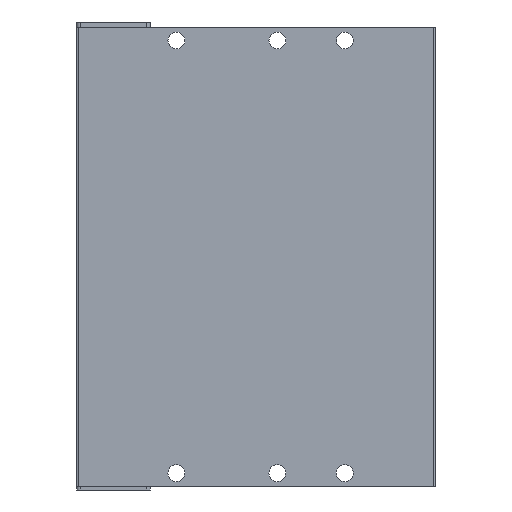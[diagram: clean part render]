
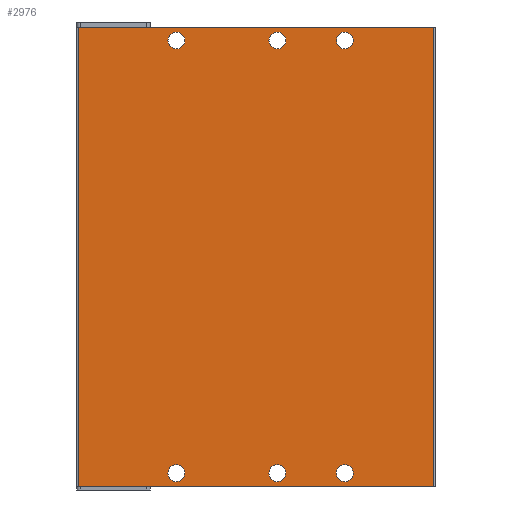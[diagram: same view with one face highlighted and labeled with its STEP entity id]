
A CAD part, front view. The second image highlights one B-rep face of the part: STEP entity #2976.
In plain terms, the highlighted planar face has unit normal (0, -1, 0).
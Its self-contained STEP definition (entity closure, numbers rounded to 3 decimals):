
#40 = DIRECTION ( 'NONE',  ( 0., 0., -1. ) ) ;
#44 = DIRECTION ( 'NONE',  ( 0., 0., -1. ) ) ;
#54 = CIRCLE ( 'NONE', #939, 2.5 ) ;
#82 = CIRCLE ( 'NONE', #2669, 2.5 ) ;
#113 = ORIENTED_EDGE ( 'NONE', *, *, #2499, .T. ) ;
#148 = FACE_OUTER_BOUND ( 'NONE', #4810, .T. ) ;
#171 = DIRECTION ( 'NONE',  ( 0., 0., -1. ) ) ;
#246 = VERTEX_POINT ( 'NONE', #1382 ) ;
#261 = AXIS2_PLACEMENT_3D ( 'NONE', #5773, #5703, #6198 ) ;
#274 = VERTEX_POINT ( 'NONE', #5178 ) ;
#363 = CARTESIAN_POINT ( 'NONE',  ( 106.2, 0., -136.5 ) ) ;
#404 = CIRCLE ( 'NONE', #1636, 2.5 ) ;
#503 = DIRECTION ( 'NONE',  ( 0., 1., 0. ) ) ;
#507 = ORIENTED_EDGE ( 'NONE', *, *, #581, .T. ) ;
#581 = EDGE_CURVE ( 'NONE', #4237, #3665, #3415, .T. ) ;
#589 = ORIENTED_EDGE ( 'NONE', *, *, #5560, .T. ) ;
#603 = FACE_BOUND ( 'NONE', #4847, .T. ) ;
#607 = VERTEX_POINT ( 'NONE', #2845 ) ;
#651 = VERTEX_POINT ( 'NONE', #5302 ) ;
#710 = CARTESIAN_POINT ( 'NONE',  ( 0.5, 0., -136.5 ) ) ;
#826 = CARTESIAN_POINT ( 'NONE',  ( 106.2, 0., -136.5 ) ) ;
#939 = AXIS2_PLACEMENT_3D ( 'NONE', #5945, #6332, #1038 ) ;
#989 = VERTEX_POINT ( 'NONE', #1330 ) ;
#1026 = EDGE_LOOP ( 'NONE', ( #3145, #589 ) ) ;
#1030 = CARTESIAN_POINT ( 'NONE',  ( 0.5, 0., -136.5 ) ) ;
#1038 = DIRECTION ( 'NONE',  ( 0., 0., -1. ) ) ;
#1066 = ORIENTED_EDGE ( 'NONE', *, *, #6728, .T. ) ;
#1093 = CARTESIAN_POINT ( 'NONE',  ( 29.7, 0., -4. ) ) ;
#1096 = DIRECTION ( 'NONE',  ( 0., 1., 0. ) ) ;
#1229 = DIRECTION ( 'NONE',  ( 0., 0., -1. ) ) ;
#1231 = DIRECTION ( 'NONE',  ( 0., -1., 0. ) ) ;
#1258 = AXIS2_PLACEMENT_3D ( 'NONE', #5530, #3341, #5497 ) ;
#1317 = CIRCLE ( 'NONE', #1656, 2.5 ) ;
#1330 = CARTESIAN_POINT ( 'NONE',  ( 29.7, 0., -135. ) ) ;
#1382 = CARTESIAN_POINT ( 'NONE',  ( 29.7, 0., -130. ) ) ;
#1417 = EDGE_CURVE ( 'NONE', #6253, #4001, #2356, .T. ) ;
#1442 = CARTESIAN_POINT ( 'NONE',  ( 0.5, 0., 0. ) ) ;
#1467 = DIRECTION ( 'NONE',  ( 0., 0., -1. ) ) ;
#1475 = EDGE_LOOP ( 'NONE', ( #2232, #3229 ) ) ;
#1495 = EDGE_CURVE ( 'NONE', #4734, #274, #5111, .T. ) ;
#1513 = VERTEX_POINT ( 'NONE', #4082 ) ;
#1636 = AXIS2_PLACEMENT_3D ( 'NONE', #6717, #5750, #1467 ) ;
#1656 = AXIS2_PLACEMENT_3D ( 'NONE', #5934, #1096, #44 ) ;
#1684 = PLANE ( 'NONE',  #6248 ) ;
#1715 = VECTOR ( 'NONE', #1815, 1000. ) ;
#1815 = DIRECTION ( 'NONE',  ( -1., 0., 0. ) ) ;
#1891 = ORIENTED_EDGE ( 'NONE', *, *, #2084, .T. ) ;
#2072 = AXIS2_PLACEMENT_3D ( 'NONE', #4739, #503, #3721 ) ;
#2084 = EDGE_CURVE ( 'NONE', #4001, #4519, #3482, .T. ) ;
#2109 = CARTESIAN_POINT ( 'NONE',  ( 59.7, 0., -4. ) ) ;
#2148 = EDGE_CURVE ( 'NONE', #3332, #607, #54, .T. ) ;
#2232 = ORIENTED_EDGE ( 'NONE', *, *, #2148, .T. ) ;
#2356 = LINE ( 'NONE', #6675, #1715 ) ;
#2480 = CARTESIAN_POINT ( 'NONE',  ( 106.2, 0., 0. ) ) ;
#2499 = EDGE_CURVE ( 'NONE', #246, #989, #4002, .T. ) ;
#2562 = CIRCLE ( 'NONE', #3368, 2.5 ) ;
#2580 = AXIS2_PLACEMENT_3D ( 'NONE', #6434, #5268, #4768 ) ;
#2669 = AXIS2_PLACEMENT_3D ( 'NONE', #4619, #6816, #6852 ) ;
#2680 = ORIENTED_EDGE ( 'NONE', *, *, #6264, .T. ) ;
#2693 = AXIS2_PLACEMENT_3D ( 'NONE', #2753, #4453, #1229 ) ;
#2753 = CARTESIAN_POINT ( 'NONE',  ( 79.7, 0., -4. ) ) ;
#2794 = FACE_BOUND ( 'NONE', #6719, .T. ) ;
#2845 = CARTESIAN_POINT ( 'NONE',  ( 59.7, 0., -1.5 ) ) ;
#2915 = CIRCLE ( 'NONE', #6873, 2.5 ) ;
#2925 = CARTESIAN_POINT ( 'NONE',  ( 29.7, 0., -132.5 ) ) ;
#2976 = ADVANCED_FACE ( 'NONE', ( #148, #3855, #3433, #3398, #2794, #5443, #603 ), #1684, .T. ) ;
#3048 = CARTESIAN_POINT ( 'NONE',  ( 0.5, 0., -136.5 ) ) ;
#3145 = ORIENTED_EDGE ( 'NONE', *, *, #4291, .T. ) ;
#3151 = ORIENTED_EDGE ( 'NONE', *, *, #6872, .T. ) ;
#3229 = ORIENTED_EDGE ( 'NONE', *, *, #5580, .T. ) ;
#3332 = VERTEX_POINT ( 'NONE', #6348 ) ;
#3341 = DIRECTION ( 'NONE',  ( 0., 1., 0. ) ) ;
#3368 = AXIS2_PLACEMENT_3D ( 'NONE', #1093, #5299, #40 ) ;
#3398 = FACE_BOUND ( 'NONE', #4524, .T. ) ;
#3415 = CIRCLE ( 'NONE', #1258, 2.5 ) ;
#3433 = FACE_BOUND ( 'NONE', #1475, .T. ) ;
#3482 = LINE ( 'NONE', #3048, #5345 ) ;
#3491 = CARTESIAN_POINT ( 'NONE',  ( 79.7, 0., -1.5 ) ) ;
#3544 = VERTEX_POINT ( 'NONE', #4219 ) ;
#3548 = DIRECTION ( 'NONE',  ( 0., 0., 1. ) ) ;
#3560 = VECTOR ( 'NONE', #6931, 1000. ) ;
#3665 = VERTEX_POINT ( 'NONE', #6938 ) ;
#3721 = DIRECTION ( 'NONE',  ( 0., 0., -1. ) ) ;
#3818 = DIRECTION ( 'NONE',  ( 0., 1., 0. ) ) ;
#3821 = EDGE_LOOP ( 'NONE', ( #3857, #4349 ) ) ;
#3830 = CIRCLE ( 'NONE', #2580, 2.5 ) ;
#3855 = FACE_BOUND ( 'NONE', #1026, .T. ) ;
#3857 = ORIENTED_EDGE ( 'NONE', *, *, #4334, .T. ) ;
#4001 = VERTEX_POINT ( 'NONE', #1442 ) ;
#4002 = CIRCLE ( 'NONE', #2072, 2.5 ) ;
#4023 = CARTESIAN_POINT ( 'NONE',  ( 29.7, 0., -6.5 ) ) ;
#4025 = EDGE_CURVE ( 'NONE', #4519, #5050, #5270, .T. ) ;
#4077 = LINE ( 'NONE', #363, #5072 ) ;
#4082 = CARTESIAN_POINT ( 'NONE',  ( 29.7, 0., -1.5 ) ) ;
#4150 = DIRECTION ( 'NONE',  ( 0., 0., -1. ) ) ;
#4180 = ORIENTED_EDGE ( 'NONE', *, *, #1417, .T. ) ;
#4219 = CARTESIAN_POINT ( 'NONE',  ( 59.7, 0., -130. ) ) ;
#4237 = VERTEX_POINT ( 'NONE', #4393 ) ;
#4268 = AXIS2_PLACEMENT_3D ( 'NONE', #2109, #3818, #6392 ) ;
#4291 = EDGE_CURVE ( 'NONE', #5824, #1513, #404, .T. ) ;
#4330 = ORIENTED_EDGE ( 'NONE', *, *, #4025, .T. ) ;
#4334 = EDGE_CURVE ( 'NONE', #651, #3544, #82, .T. ) ;
#4349 = ORIENTED_EDGE ( 'NONE', *, *, #6617, .T. ) ;
#4393 = CARTESIAN_POINT ( 'NONE',  ( 79.7, 0., -135. ) ) ;
#4421 = DIRECTION ( 'NONE',  ( 0., 0., -1. ) ) ;
#4453 = DIRECTION ( 'NONE',  ( 0., 1., 0. ) ) ;
#4481 = DIRECTION ( 'NONE',  ( 0., 1., 0. ) ) ;
#4519 = VERTEX_POINT ( 'NONE', #5368 ) ;
#4524 = EDGE_LOOP ( 'NONE', ( #5869, #4612 ) ) ;
#4612 = ORIENTED_EDGE ( 'NONE', *, *, #1495, .T. ) ;
#4619 = CARTESIAN_POINT ( 'NONE',  ( 59.7, 0., -132.5 ) ) ;
#4734 = VERTEX_POINT ( 'NONE', #3491 ) ;
#4739 = CARTESIAN_POINT ( 'NONE',  ( 29.7, 0., -132.5 ) ) ;
#4768 = DIRECTION ( 'NONE',  ( 0., 0., -1. ) ) ;
#4810 = EDGE_LOOP ( 'NONE', ( #4330, #2680, #4180, #1891 ) ) ;
#4847 = EDGE_LOOP ( 'NONE', ( #507, #1066 ) ) ;
#5050 = VERTEX_POINT ( 'NONE', #826 ) ;
#5072 = VECTOR ( 'NONE', #3548, 1000. ) ;
#5111 = CIRCLE ( 'NONE', #261, 2.5 ) ;
#5178 = CARTESIAN_POINT ( 'NONE',  ( 79.7, 0., -6.5 ) ) ;
#5268 = DIRECTION ( 'NONE',  ( 0., 1., 0. ) ) ;
#5270 = LINE ( 'NONE', #1030, #3560 ) ;
#5299 = DIRECTION ( 'NONE',  ( 0., 1., 0. ) ) ;
#5302 = CARTESIAN_POINT ( 'NONE',  ( 59.7, 0., -135. ) ) ;
#5345 = VECTOR ( 'NONE', #4150, 1000. ) ;
#5368 = CARTESIAN_POINT ( 'NONE',  ( 0.5, 0., -136.5 ) ) ;
#5402 = CIRCLE ( 'NONE', #2693, 2.5 ) ;
#5443 = FACE_BOUND ( 'NONE', #3821, .T. ) ;
#5497 = DIRECTION ( 'NONE',  ( 0., 0., -1. ) ) ;
#5530 = CARTESIAN_POINT ( 'NONE',  ( 79.7, 0., -132.5 ) ) ;
#5560 = EDGE_CURVE ( 'NONE', #1513, #5824, #2562, .T. ) ;
#5580 = EDGE_CURVE ( 'NONE', #607, #3332, #6641, .T. ) ;
#5664 = EDGE_CURVE ( 'NONE', #274, #4734, #5402, .T. ) ;
#5703 = DIRECTION ( 'NONE',  ( 0., 1., 0. ) ) ;
#5750 = DIRECTION ( 'NONE',  ( 0., 1., 0. ) ) ;
#5773 = CARTESIAN_POINT ( 'NONE',  ( 79.7, 0., -4. ) ) ;
#5824 = VERTEX_POINT ( 'NONE', #4023 ) ;
#5869 = ORIENTED_EDGE ( 'NONE', *, *, #5664, .T. ) ;
#5934 = CARTESIAN_POINT ( 'NONE',  ( 79.7, 0., -132.5 ) ) ;
#5945 = CARTESIAN_POINT ( 'NONE',  ( 59.7, 0., -4. ) ) ;
#6198 = DIRECTION ( 'NONE',  ( 0., 0., -1. ) ) ;
#6248 = AXIS2_PLACEMENT_3D ( 'NONE', #710, #1231, #4421 ) ;
#6253 = VERTEX_POINT ( 'NONE', #2480 ) ;
#6264 = EDGE_CURVE ( 'NONE', #5050, #6253, #4077, .T. ) ;
#6332 = DIRECTION ( 'NONE',  ( 0., 1., 0. ) ) ;
#6348 = CARTESIAN_POINT ( 'NONE',  ( 59.7, 0., -6.5 ) ) ;
#6392 = DIRECTION ( 'NONE',  ( 0., 0., -1. ) ) ;
#6434 = CARTESIAN_POINT ( 'NONE',  ( 59.7, 0., -132.5 ) ) ;
#6617 = EDGE_CURVE ( 'NONE', #3544, #651, #3830, .T. ) ;
#6641 = CIRCLE ( 'NONE', #4268, 2.5 ) ;
#6675 = CARTESIAN_POINT ( 'NONE',  ( 0.5, 0., 0. ) ) ;
#6717 = CARTESIAN_POINT ( 'NONE',  ( 29.7, 0., -4. ) ) ;
#6719 = EDGE_LOOP ( 'NONE', ( #3151, #113 ) ) ;
#6728 = EDGE_CURVE ( 'NONE', #3665, #4237, #1317, .T. ) ;
#6816 = DIRECTION ( 'NONE',  ( 0., 1., 0. ) ) ;
#6852 = DIRECTION ( 'NONE',  ( 0., 0., -1. ) ) ;
#6872 = EDGE_CURVE ( 'NONE', #989, #246, #2915, .T. ) ;
#6873 = AXIS2_PLACEMENT_3D ( 'NONE', #2925, #4481, #171 ) ;
#6931 = DIRECTION ( 'NONE',  ( 1., 0., 0. ) ) ;
#6938 = CARTESIAN_POINT ( 'NONE',  ( 79.7, 0., -130. ) ) ;
